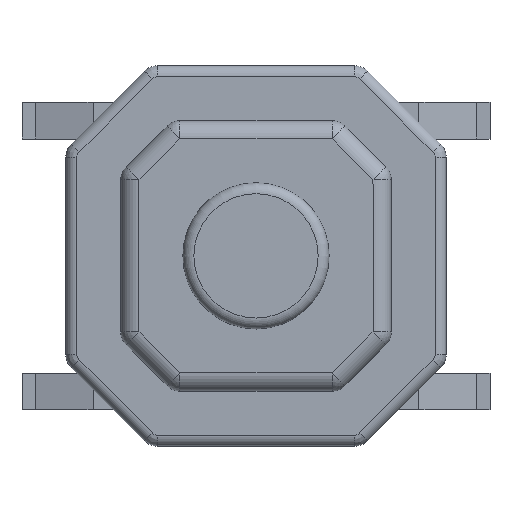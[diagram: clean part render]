
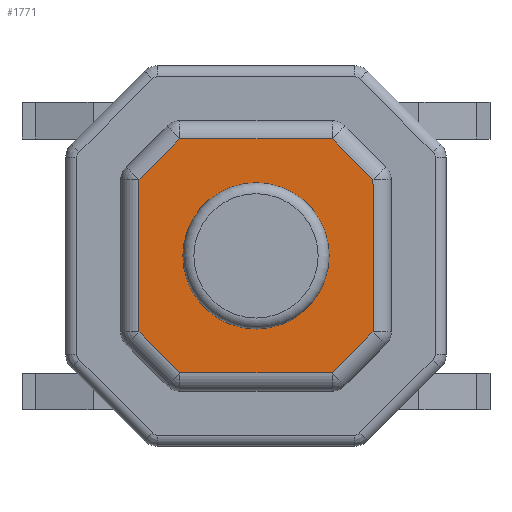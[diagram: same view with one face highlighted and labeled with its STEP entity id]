
A CAD part, top view. The second image highlights one B-rep face of the part: STEP entity #1771.
In plain terms, the highlighted planar face has unit normal (0, 0, 1).
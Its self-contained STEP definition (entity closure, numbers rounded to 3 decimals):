
#28=FACE_BOUND('',#663,.T.);
#54=PLANE('',#1967);
#115=LINE('',#2628,#292);
#117=LINE('',#2635,#294);
#127=LINE('',#2680,#304);
#133=LINE('',#2714,#310);
#143=LINE('',#2760,#320);
#149=LINE('',#2794,#326);
#165=LINE('',#2856,#342);
#171=LINE('',#2885,#348);
#292=VECTOR('',#2080,10.);
#294=VECTOR('',#2088,10.);
#304=VECTOR('',#2128,10.);
#310=VECTOR('',#2158,10.);
#320=VECTOR('',#2200,10.);
#326=VECTOR('',#2230,10.);
#342=VECTOR('',#2288,10.);
#348=VECTOR('',#2316,10.);
#551=FACE_OUTER_BOUND('',#662,.T.);
#662=EDGE_LOOP('',(#1487,#1488,#1489,#1490,#1491,#1492,#1493,#1494));
#663=EDGE_LOOP('',(#1495));
#781=CIRCLE('',#1965,1.);
#806=VERTEX_POINT('',#2611);
#811=VERTEX_POINT('',#2627);
#813=VERTEX_POINT('',#2633);
#824=VERTEX_POINT('',#2679);
#831=VERTEX_POINT('',#2713);
#842=VERTEX_POINT('',#2759);
#849=VERTEX_POINT('',#2793);
#865=VERTEX_POINT('',#2855);
#872=VERTEX_POINT('',#2921);
#972=EDGE_CURVE('',#806,#811,#115,.T.);
#976=EDGE_CURVE('',#813,#806,#117,.T.);
#994=EDGE_CURVE('',#811,#824,#127,.T.);
#1007=EDGE_CURVE('',#824,#831,#133,.T.);
#1026=EDGE_CURVE('',#831,#842,#143,.T.);
#1039=EDGE_CURVE('',#842,#849,#149,.T.);
#1068=EDGE_CURVE('',#849,#865,#165,.T.);
#1079=EDGE_CURVE('',#865,#813,#171,.T.);
#1093=EDGE_CURVE('',#872,#872,#781,.T.);
#1487=ORIENTED_EDGE('',*,*,#1026,.F.);
#1488=ORIENTED_EDGE('',*,*,#1007,.F.);
#1489=ORIENTED_EDGE('',*,*,#994,.F.);
#1490=ORIENTED_EDGE('',*,*,#972,.F.);
#1491=ORIENTED_EDGE('',*,*,#976,.F.);
#1492=ORIENTED_EDGE('',*,*,#1079,.F.);
#1493=ORIENTED_EDGE('',*,*,#1068,.F.);
#1494=ORIENTED_EDGE('',*,*,#1039,.F.);
#1495=ORIENTED_EDGE('',*,*,#1093,.T.);
#1771=ADVANCED_FACE('',(#551,#28),#54,.T.);
#1965=AXIS2_PLACEMENT_3D('',#2923,#2359,#2360);
#1967=AXIS2_PLACEMENT_3D('',#2925,#2363,#2364);
#2080=DIRECTION('',(-0.707,-0.707,0.));
#2088=DIRECTION('',(0.,-1.,0.));
#2128=DIRECTION('',(-1.,0.,0.));
#2158=DIRECTION('',(-0.707,0.707,0.));
#2200=DIRECTION('',(0.,1.,0.));
#2230=DIRECTION('',(0.707,0.707,0.));
#2288=DIRECTION('',(1.,0.,0.));
#2316=DIRECTION('',(0.707,-0.707,0.));
#2359=DIRECTION('center_axis',(0.,0.,-1.));
#2360=DIRECTION('ref_axis',(1.,0.,0.));
#2363=DIRECTION('center_axis',(0.,0.,1.));
#2364=DIRECTION('ref_axis',(1.,0.,0.));
#2611=CARTESIAN_POINT('',(1.6,-1.039,1.2));
#2627=CARTESIAN_POINT('',(1.039,-1.6,1.2));
#2628=CARTESIAN_POINT('',(1.143,-1.496,1.2));
#2633=CARTESIAN_POINT('',(1.6,1.039,1.2));
#2635=CARTESIAN_POINT('',(1.6,-0.571,1.2));
#2679=CARTESIAN_POINT('',(-1.039,-1.6,1.2));
#2680=CARTESIAN_POINT('',(-0.571,-1.6,1.2));
#2713=CARTESIAN_POINT('',(-1.6,-1.039,1.2));
#2714=CARTESIAN_POINT('',(-1.496,-1.143,1.2));
#2759=CARTESIAN_POINT('',(-1.6,1.039,1.2));
#2760=CARTESIAN_POINT('',(-1.6,0.571,1.2));
#2793=CARTESIAN_POINT('',(-1.039,1.6,1.2));
#2794=CARTESIAN_POINT('',(-1.143,1.496,1.2));
#2855=CARTESIAN_POINT('',(1.039,1.6,1.2));
#2856=CARTESIAN_POINT('',(0.571,1.6,1.2));
#2885=CARTESIAN_POINT('',(1.496,1.143,1.2));
#2921=CARTESIAN_POINT('',(-1.,0.,1.2));
#2923=CARTESIAN_POINT('Origin',(0.,0.,1.2));
#2925=CARTESIAN_POINT('Origin',(0.,0.,1.2));
